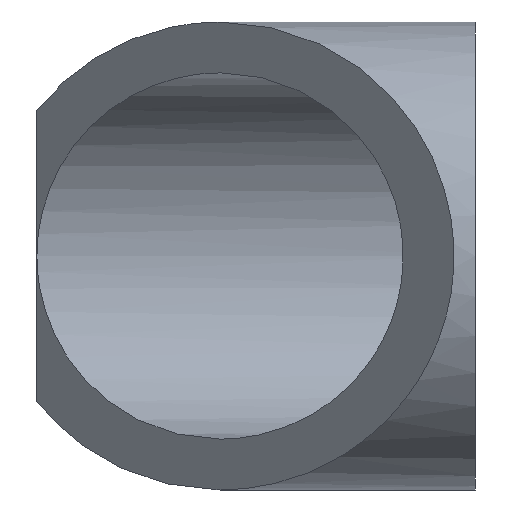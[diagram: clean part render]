
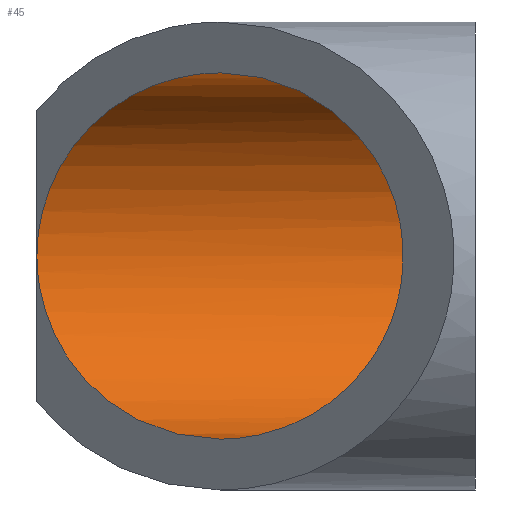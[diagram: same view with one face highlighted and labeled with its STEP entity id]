
A CAD part, front view. The second image highlights one B-rep face of the part: STEP entity #45.
In plain terms, the highlighted cylindrical face has radius 10.45 mm (diameter 20.9 mm), a partial arc.
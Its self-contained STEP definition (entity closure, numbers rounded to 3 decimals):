
#1 = LINE ( 'NONE', #192, #95 ) ;
#2 = CARTESIAN_POINT ( 'NONE',  ( -2.05, 0., 10.45 ) ) ;
#3 = CARTESIAN_POINT ( 'NONE',  ( -12.5, 10.45, 0. ) ) ;
#4 = ORIENTED_EDGE ( 'NONE', *, *, #259, .T. ) ;
#5 = VERTEX_POINT ( 'NONE', #253 ) ;
#6 = VECTOR ( 'NONE', #223, 1000. ) ;
#14 = CARTESIAN_POINT ( 'NONE',  ( 12.5, 0., 10.45 ) ) ;
#18 = ORIENTED_EDGE ( 'NONE', *, *, #86, .F. ) ;
#19 = EDGE_CURVE ( 'NONE', #187, #54, #263, .T. ) ;
#25 =( BOUNDED_CURVE ( )  B_SPLINE_CURVE ( 3, ( #49, #28, #125, #218 ),
 .UNSPECIFIED., .F., .F. ) 
 B_SPLINE_CURVE_WITH_KNOTS ( ( 4, 4 ),
 ( 1.571, 3.142 ),
 .UNSPECIFIED. ) 
 CURVE ( )  GEOMETRIC_REPRESENTATION_ITEM ( )  RATIONAL_B_SPLINE_CURVE ( ( 1., 0.805, 0.805, 1. ) ) 
 REPRESENTATION_ITEM ( '' )  );
#26 = CARTESIAN_POINT ( 'NONE',  ( -12.5, 10.45, 0. ) ) ;
#28 = CARTESIAN_POINT ( 'NONE',  ( -8.171, 6.121, -10.45 ) ) ;
#29 = DIRECTION ( 'NONE',  ( 1., 0., 0. ) ) ;
#33 = ORIENTED_EDGE ( 'NONE', *, *, #19, .F. ) ;
#37 = CARTESIAN_POINT ( 'NONE',  ( -12.5, 0., 10.45 ) ) ;
#39 = CARTESIAN_POINT ( 'NONE',  ( -12.5, 0., 0. ) ) ;
#45 = ADVANCED_FACE ( 'NONE', ( #265 ), #249, .F. ) ;
#49 = CARTESIAN_POINT ( 'NONE',  ( -2.05, 0., -10.45 ) ) ;
#54 = VERTEX_POINT ( 'NONE', #14 ) ;
#59 = AXIS2_PLACEMENT_3D ( 'NONE', #39, #137, #141 ) ;
#72 =( BOUNDED_CURVE ( )  B_SPLINE_CURVE ( 3, ( #26, #130, #279, #2 ),
 .UNSPECIFIED., .F., .F. ) 
 B_SPLINE_CURVE_WITH_KNOTS ( ( 4, 4 ),
 ( 3.142, 4.712 ),
 .UNSPECIFIED. ) 
 CURVE ( )  GEOMETRIC_REPRESENTATION_ITEM ( )  RATIONAL_B_SPLINE_CURVE ( ( 1., 0.805, 0.805, 1. ) ) 
 REPRESENTATION_ITEM ( '' )  );
#86 = EDGE_CURVE ( 'NONE', #54, #210, #290, .T. ) ;
#95 = VECTOR ( 'NONE', #29, 1000. ) ;
#98 = DIRECTION ( 'NONE',  ( -1., 0., 0. ) ) ;
#110 = CARTESIAN_POINT ( 'NONE',  ( -2.05, 0., 10.45 ) ) ;
#121 = CARTESIAN_POINT ( 'NONE',  ( 12.5, 0., 0. ) ) ;
#125 = CARTESIAN_POINT ( 'NONE',  ( -12.5, 10.45, -6.121 ) ) ;
#130 = CARTESIAN_POINT ( 'NONE',  ( -12.5, 10.45, 6.121 ) ) ;
#137 = DIRECTION ( 'NONE',  ( 1., 0., 0. ) ) ;
#141 = DIRECTION ( 'NONE',  ( 0., 0., -1. ) ) ;
#162 = ORIENTED_EDGE ( 'NONE', *, *, #282, .F. ) ;
#166 = AXIS2_PLACEMENT_3D ( 'NONE', #121, #98, #189 ) ;
#184 = CARTESIAN_POINT ( 'NONE',  ( 12.5, 0., -10.45 ) ) ;
#187 = VERTEX_POINT ( 'NONE', #110 ) ;
#189 = DIRECTION ( 'NONE',  ( 0., 0., 1. ) ) ;
#192 = CARTESIAN_POINT ( 'NONE',  ( -12.5, 0., -10.45 ) ) ;
#203 = ORIENTED_EDGE ( 'NONE', *, *, #231, .F. ) ;
#210 = VERTEX_POINT ( 'NONE', #184 ) ;
#218 = CARTESIAN_POINT ( 'NONE',  ( -12.5, 10.45, 0. ) ) ;
#223 = DIRECTION ( 'NONE',  ( 1., 0., 0. ) ) ;
#231 = EDGE_CURVE ( 'NONE', #256, #187, #72, .T. ) ;
#249 = CYLINDRICAL_SURFACE ( 'NONE', #59, 10.45 ) ;
#253 = CARTESIAN_POINT ( 'NONE',  ( -2.05, 0., -10.45 ) ) ;
#256 = VERTEX_POINT ( 'NONE', #3 ) ;
#259 = EDGE_CURVE ( 'NONE', #5, #210, #1, .T. ) ;
#263 = LINE ( 'NONE', #37, #6 ) ;
#265 = FACE_OUTER_BOUND ( 'NONE', #296, .T. ) ;
#279 = CARTESIAN_POINT ( 'NONE',  ( -8.171, 6.121, 10.45 ) ) ;
#282 = EDGE_CURVE ( 'NONE', #5, #256, #25, .T. ) ;
#290 = CIRCLE ( 'NONE', #166, 10.45 ) ;
#296 = EDGE_LOOP ( 'NONE', ( #33, #203, #162, #4, #18 ) ) ;
